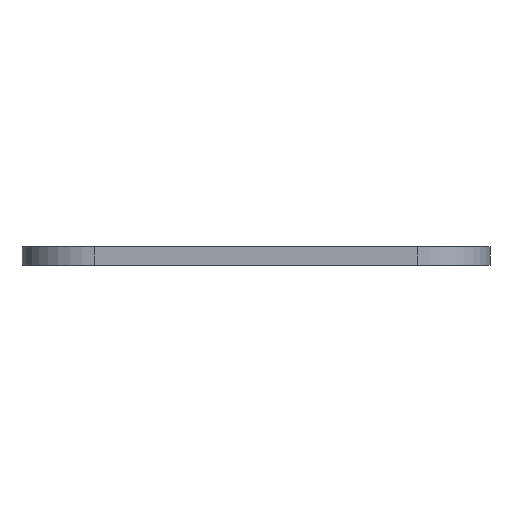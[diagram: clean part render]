
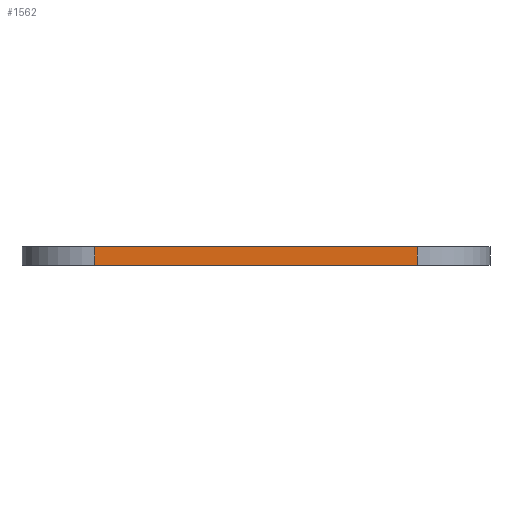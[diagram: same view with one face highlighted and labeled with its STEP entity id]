
A CAD part, front view. The second image highlights one B-rep face of the part: STEP entity #1562.
In plain terms, the highlighted planar face has unit normal (0, -1, 0).
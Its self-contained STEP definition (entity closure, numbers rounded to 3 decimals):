
#66=PLANE('',#1733);
#139=FACE_OUTER_BOUND('',#233,.T.);
#233=EDGE_LOOP('',(#1424,#1425,#1426,#1427));
#283=LINE('',#2355,#431);
#343=LINE('',#2540,#491);
#382=LINE('',#2649,#530);
#383=LINE('',#2651,#531);
#431=VECTOR('',#1861,10.);
#491=VECTOR('',#2053,10.);
#530=VECTOR('',#2184,10.);
#531=VECTOR('',#2187,10.);
#683=VERTEX_POINT('',#2352);
#684=VERTEX_POINT('',#2354);
#742=VERTEX_POINT('',#2537);
#743=VERTEX_POINT('',#2539);
#841=EDGE_CURVE('',#683,#684,#283,.T.);
#934=EDGE_CURVE('',#742,#743,#343,.T.);
#990=EDGE_CURVE('',#742,#684,#382,.T.);
#991=EDGE_CURVE('',#743,#683,#383,.T.);
#1424=ORIENTED_EDGE('',*,*,#934,.F.);
#1425=ORIENTED_EDGE('',*,*,#990,.T.);
#1426=ORIENTED_EDGE('',*,*,#841,.F.);
#1427=ORIENTED_EDGE('',*,*,#991,.F.);
#1562=ADVANCED_FACE('',(#139),#66,.T.);
#1733=AXIS2_PLACEMENT_3D('',#2650,#2185,#2186);
#1861=DIRECTION('',(1.,0.,0.));
#2053=DIRECTION('',(-1.,0.,0.));
#2184=DIRECTION('',(0.,0.,1.));
#2185=DIRECTION('center_axis',(0.,-1.,0.));
#2186=DIRECTION('ref_axis',(1.,0.,0.));
#2187=DIRECTION('',(0.,0.,1.));
#2352=CARTESIAN_POINT('',(-26.493,-38.715,2.));
#2354=CARTESIAN_POINT('',(26.657,-38.715,2.));
#2355=CARTESIAN_POINT('',(26.657,-38.715,2.));
#2537=CARTESIAN_POINT('',(26.657,-38.715,-1.));
#2539=CARTESIAN_POINT('',(-26.493,-38.715,-1.));
#2540=CARTESIAN_POINT('',(26.657,-38.715,-1.));
#2649=CARTESIAN_POINT('',(26.657,-38.715,-1.));
#2650=CARTESIAN_POINT('Origin',(-26.493,-38.715,-1.));
#2651=CARTESIAN_POINT('',(-26.493,-38.715,-1.));
